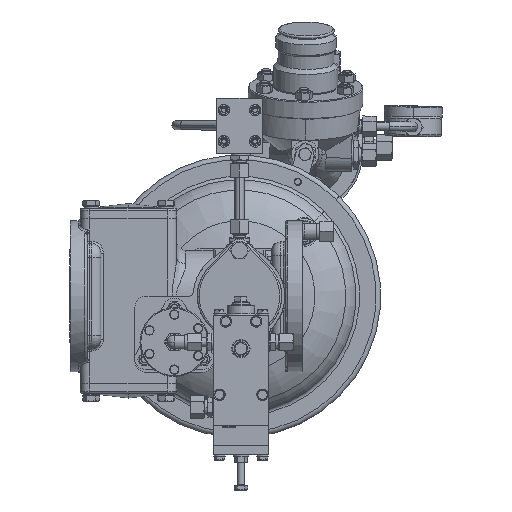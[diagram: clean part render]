
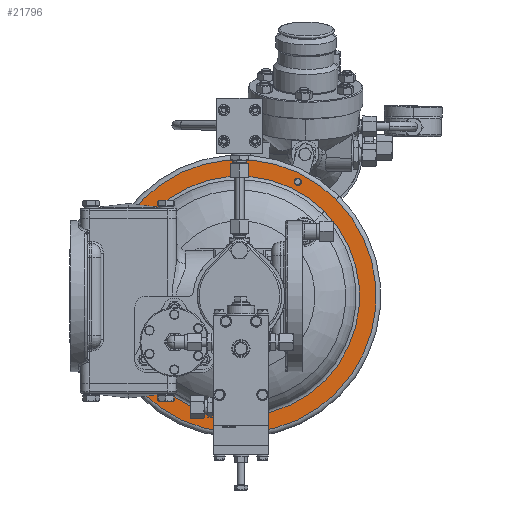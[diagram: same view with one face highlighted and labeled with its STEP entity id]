
A CAD part, front view. The second image highlights one B-rep face of the part: STEP entity #21796.
In plain terms, the highlighted planar face has unit normal (0, -1, 0).
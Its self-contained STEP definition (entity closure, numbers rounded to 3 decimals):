
#2058 = EDGE_CURVE ( 'Defeature ausgef�hrt1_32+Defeature ausgef�hrt1_54+Defeature ausgef�hrt1_54+Defeature ausgef�hrt1_54', #53670, #40649, #28299, .T. ) ;
#2763 = AXIS2_PLACEMENT_3D ( 'NONE', #45565, #110048, #27891 ) ;
#3754 = EDGE_CURVE ( 'Defeature ausgef�hrt1_203+Defeature ausgef�hrt1_32+Defeature ausgef�hrt1_32+Defeature ausgef�hrt1_32', #62745, #23115, #65557, .T. ) ;
#5182 = CARTESIAN_POINT ( 'NONE',  ( 229.894, 156.3, 108.894 ) ) ;
#5333 = DIRECTION ( 'NONE',  ( -0.707, 0., -0.707 ) ) ;
#8247 = DIRECTION ( 'NONE',  ( 0., 1., 0. ) ) ;
#10587 = EDGE_CURVE ( 'Defeature ausgef�hrt1_32+Defeature ausgef�hrt1_54+Defeature ausgef�hrt1_54+Defeature ausgef�hrt1_54', #40649, #53670, #64999, .T. ) ;
#14292 = CIRCLE ( 'NONE', #2763, 149. ) ;
#14691 = AXIS2_PLACEMENT_3D ( 'NONE', #25932, #8247, #45418 ) ;
#17227 = VERTEX_POINT ( 'NONE', #36096 ) ;
#18751 = EDGE_CURVE ( 'Defeature ausgef�hrt1_32+Defeature ausgef�hrt1_55+Defeature ausgef�hrt1_55+Defeature ausgef�hrt1_55', #36275, #17227, #14292, .T. ) ;
#21679 = DIRECTION ( 'NONE',  ( 0., 1., 0. ) ) ;
#21796 = ADVANCED_FACE ( 'Defeature ausgef�hrt1_32', ( #105612, #31979, #106210 ), #114176, .F. ) ;
#22185 = CARTESIAN_POINT ( 'NONE',  ( 213.563, 156.3, 92.563 ) ) ;
#23115 = VERTEX_POINT ( 'NONE', #61145 ) ;
#24037 = ORIENTED_EDGE ( 'NONE', *, *, #103385, .F. ) ;
#25932 = CARTESIAN_POINT ( 'NONE',  ( 121., 156.3, 0. ) ) ;
#27847 = ORIENTED_EDGE ( 'NONE', *, *, #18751, .T. ) ;
#27891 = DIRECTION ( 'NONE',  ( -0.707, 0., -0.707 ) ) ;
#28299 = CIRCLE ( 'NONE', #14691, 130.904 ) ;
#31979 = FACE_OUTER_BOUND ( 'NONE', #105488, .T. ) ;
#36096 = CARTESIAN_POINT ( 'NONE',  ( 226.359, 156.3, 105.359 ) ) ;
#36275 = VERTEX_POINT ( 'NONE', #73285 ) ;
#40649 = VERTEX_POINT ( 'NONE', #74299 ) ;
#43209 = CARTESIAN_POINT ( 'NONE',  ( 184.559, 156.3, 124.741 ) ) ;
#45418 = DIRECTION ( 'NONE',  ( -0.707, 0., -0.707 ) ) ;
#45565 = CARTESIAN_POINT ( 'NONE',  ( 121., 156.3, 0. ) ) ;
#45730 = ORIENTED_EDGE ( 'NONE', *, *, #2058, .T. ) ;
#47717 = CARTESIAN_POINT ( 'NONE',  ( 121., 156.3, 0. ) ) ;
#50100 = DIRECTION ( 'NONE',  ( -0.707, 0., -0.707 ) ) ;
#50309 = ORIENTED_EDGE ( 'NONE', *, *, #68856, .T. ) ;
#50745 = EDGE_LOOP ( 'NONE', ( #24037, #117101 ) ) ;
#53265 = CIRCLE ( 'NONE', #86313, 149. ) ;
#53670 = VERTEX_POINT ( 'NONE', #22185 ) ;
#61145 = CARTESIAN_POINT ( 'NONE',  ( 180.692, 156.3, 125.765 ) ) ;
#62745 = VERTEX_POINT ( 'NONE', #111312 ) ;
#62834 = AXIS2_PLACEMENT_3D ( 'NONE', #43209, #105314, #70614 ) ;
#64999 = CIRCLE ( 'NONE', #94198, 130.904 ) ;
#65557 = CIRCLE ( 'NONE', #98644, 4. ) ;
#68374 = DIRECTION ( 'NONE',  ( 0., 1., 0. ) ) ;
#68856 = EDGE_CURVE ( 'Defeature ausgef�hrt1_32+Defeature ausgef�hrt1_55+Defeature ausgef�hrt1_55+Defeature ausgef�hrt1_55', #17227, #36275, #53265, .T. ) ;
#69129 = DIRECTION ( 'NONE',  ( -0.707, 0., -0.707 ) ) ;
#70614 = DIRECTION ( 'NONE',  ( -1., 0., 0. ) ) ;
#73285 = CARTESIAN_POINT ( 'NONE',  ( 15.641, 156.3, -105.359 ) ) ;
#74299 = CARTESIAN_POINT ( 'NONE',  ( 28.437, 156.3, -92.563 ) ) ;
#85351 = AXIS2_PLACEMENT_3D ( 'NONE', #5182, #21679, #69129 ) ;
#86313 = AXIS2_PLACEMENT_3D ( 'NONE', #88710, #116711, #5333 ) ;
#86675 = EDGE_LOOP ( 'NONE', ( #110393, #45730 ) ) ;
#88710 = CARTESIAN_POINT ( 'NONE',  ( 121., 156.3, 0. ) ) ;
#89020 = CARTESIAN_POINT ( 'NONE',  ( 184.559, 156.3, 124.741 ) ) ;
#94198 = AXIS2_PLACEMENT_3D ( 'NONE', #47717, #68374, #50100 ) ;
#98644 = AXIS2_PLACEMENT_3D ( 'NONE', #89020, #118247, #99969 ) ;
#99969 = DIRECTION ( 'NONE',  ( -1., 0., 0. ) ) ;
#101767 = CIRCLE ( 'NONE', #62834, 4. ) ;
#103385 = EDGE_CURVE ( 'Defeature ausgef�hrt1_203+Defeature ausgef�hrt1_32+Defeature ausgef�hrt1_32+Defeature ausgef�hrt1_32', #23115, #62745, #101767, .T. ) ;
#105314 = DIRECTION ( 'NONE',  ( 0., -1., 0. ) ) ;
#105488 = EDGE_LOOP ( 'NONE', ( #27847, #50309 ) ) ;
#105612 = FACE_BOUND ( 'NONE', #50745, .T. ) ;
#106210 = FACE_BOUND ( 'NONE', #86675, .T. ) ;
#110048 = DIRECTION ( 'NONE',  ( 0., -1., 0. ) ) ;
#110393 = ORIENTED_EDGE ( 'NONE', *, *, #10587, .T. ) ;
#111312 = CARTESIAN_POINT ( 'NONE',  ( 188.425, 156.3, 123.716 ) ) ;
#114176 = PLANE ( 'NONE',  #85351 ) ;
#116711 = DIRECTION ( 'NONE',  ( 0., -1., 0. ) ) ;
#117101 = ORIENTED_EDGE ( 'NONE', *, *, #3754, .F. ) ;
#118247 = DIRECTION ( 'NONE',  ( 0., -1., 0. ) ) ;
